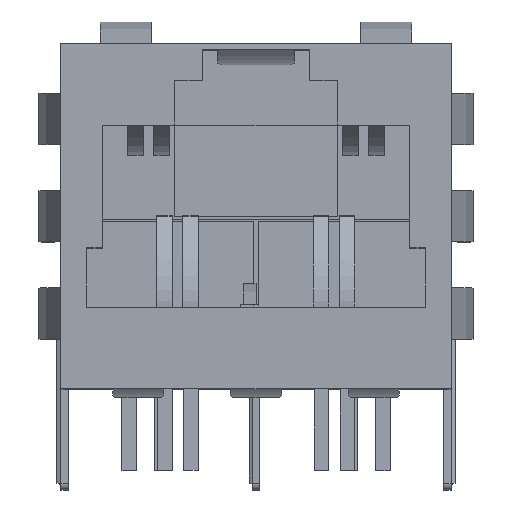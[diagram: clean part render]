
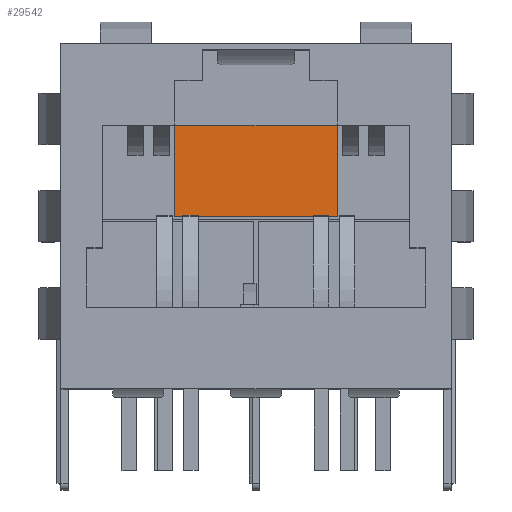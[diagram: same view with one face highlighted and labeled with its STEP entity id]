
A CAD part, top view. The second image highlights one B-rep face of the part: STEP entity #29542.
In plain terms, the highlighted planar face has unit normal (0, 0, 1).
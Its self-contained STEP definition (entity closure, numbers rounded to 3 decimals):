
#2009 = ORIENTED_EDGE ( 'NONE', *, *, #27032, .T. ) ;
#3567 = ORIENTED_EDGE ( 'NONE', *, *, #8419, .T. ) ;
#3753 = VECTOR ( 'NONE', #18130, 1000. ) ;
#4298 = EDGE_LOOP ( 'NONE', ( #3567, #2009, #12876, #15078 ) ) ;
#6437 = DIRECTION ( 'NONE',  ( 1., 0., 0. ) ) ;
#7624 = AXIS2_PLACEMENT_3D ( 'NONE', #12648, #20139, #20041 ) ;
#8419 = EDGE_CURVE ( 'NONE', #13535, #26916, #19842, .T. ) ;
#10013 = FACE_OUTER_BOUND ( 'NONE', #4298, .T. ) ;
#10055 = CARTESIAN_POINT ( 'NONE',  ( 3.175, 10.287, -1.765 ) ) ;
#10459 = CARTESIAN_POINT ( 'NONE',  ( 3.175, 6.731, -1.765 ) ) ;
#11308 = LINE ( 'NONE', #23722, #28765 ) ;
#12648 = CARTESIAN_POINT ( 'NONE',  ( -3.175, 10.287, -1.765 ) ) ;
#12876 = ORIENTED_EDGE ( 'NONE', *, *, #23037, .T. ) ;
#13366 = VERTEX_POINT ( 'NONE', #28615 ) ;
#13535 = VERTEX_POINT ( 'NONE', #10055 ) ;
#14407 = DIRECTION ( 'NONE',  ( -1., 0., 0. ) ) ;
#14996 = VERTEX_POINT ( 'NONE', #10459 ) ;
#15078 = ORIENTED_EDGE ( 'NONE', *, *, #30172, .T. ) ;
#16997 = LINE ( 'NONE', #23999, #3753 ) ;
#18055 = VECTOR ( 'NONE', #28137, 1000. ) ;
#18130 = DIRECTION ( 'NONE',  ( 0., 1., 0. ) ) ;
#19842 = LINE ( 'NONE', #26734, #21757 ) ;
#20041 = DIRECTION ( 'NONE',  ( 1., 0., 0. ) ) ;
#20139 = DIRECTION ( 'NONE',  ( 0., 0., 1. ) ) ;
#21757 = VECTOR ( 'NONE', #14407, 1000. ) ;
#22628 = PLANE ( 'NONE',  #7624 ) ;
#22938 = CARTESIAN_POINT ( 'NONE',  ( -3.175, 10.287, -1.765 ) ) ;
#23037 = EDGE_CURVE ( 'NONE', #13366, #14996, #11308, .T. ) ;
#23127 = LINE ( 'NONE', #28553, #18055 ) ;
#23722 = CARTESIAN_POINT ( 'NONE',  ( -3.175, 6.731, -1.765 ) ) ;
#23999 = CARTESIAN_POINT ( 'NONE',  ( 3.175, 6.731, -1.765 ) ) ;
#26734 = CARTESIAN_POINT ( 'NONE',  ( 3.175, 10.287, -1.765 ) ) ;
#26916 = VERTEX_POINT ( 'NONE', #22938 ) ;
#27032 = EDGE_CURVE ( 'NONE', #26916, #13366, #23127, .T. ) ;
#28137 = DIRECTION ( 'NONE',  ( 0., -1., 0. ) ) ;
#28553 = CARTESIAN_POINT ( 'NONE',  ( -3.175, 10.287, -1.765 ) ) ;
#28615 = CARTESIAN_POINT ( 'NONE',  ( -3.175, 6.731, -1.765 ) ) ;
#28765 = VECTOR ( 'NONE', #6437, 1000. ) ;
#29542 = ADVANCED_FACE ( 'NONE', ( #10013 ), #22628, .T. ) ;
#30172 = EDGE_CURVE ( 'NONE', #14996, #13535, #16997, .T. ) ;
